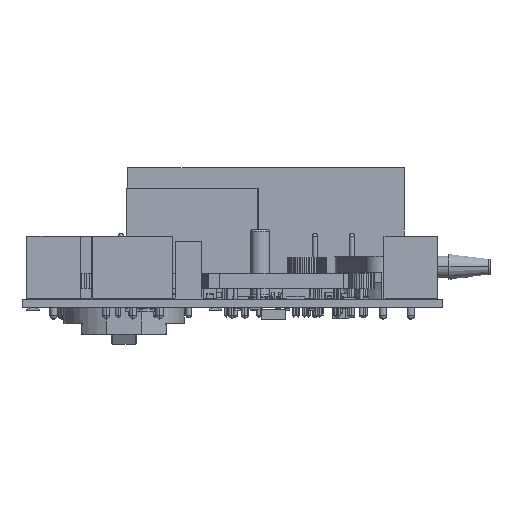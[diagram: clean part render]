
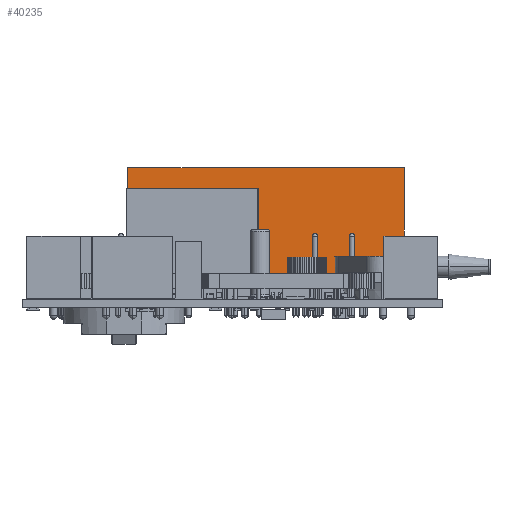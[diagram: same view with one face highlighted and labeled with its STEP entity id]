
A CAD part, left-side view. The second image highlights one B-rep face of the part: STEP entity #40235.
In plain terms, the highlighted planar face has unit normal (-1, 0, 0).
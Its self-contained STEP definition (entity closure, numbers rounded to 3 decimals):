
#40210 = VERTEX_POINT('',#40211);
#40211 = CARTESIAN_POINT('',(-3.2,3.3,25.));
#40217 = EDGE_CURVE('',#40218,#40210,#40220,.T.);
#40218 = VERTEX_POINT('',#40219);
#40219 = CARTESIAN_POINT('',(-3.2,3.3,1.));
#40220 = LINE('',#40221,#40222);
#40221 = CARTESIAN_POINT('',(-3.2,3.3,1.));
#40222 = VECTOR('',#40223,1.);
#40223 = DIRECTION('',(0.,0.,1.));
#40235 = ADVANCED_FACE('',(#40236),#40261,.F.);
#40236 = FACE_BOUND('',#40237,.F.);
#40237 = EDGE_LOOP('',(#40238,#40239,#40247,#40255));
#40238 = ORIENTED_EDGE('',*,*,#40217,.T.);
#40239 = ORIENTED_EDGE('',*,*,#40240,.T.);
#40240 = EDGE_CURVE('',#40210,#40241,#40243,.T.);
#40241 = VERTEX_POINT('',#40242);
#40242 = CARTESIAN_POINT('',(-3.2,-49.1,25.));
#40243 = LINE('',#40244,#40245);
#40244 = CARTESIAN_POINT('',(-3.2,3.3,25.));
#40245 = VECTOR('',#40246,1.);
#40246 = DIRECTION('',(0.,-1.,0.));
#40247 = ORIENTED_EDGE('',*,*,#40248,.F.);
#40248 = EDGE_CURVE('',#40249,#40241,#40251,.T.);
#40249 = VERTEX_POINT('',#40250);
#40250 = CARTESIAN_POINT('',(-3.2,-49.1,1.));
#40251 = LINE('',#40252,#40253);
#40252 = CARTESIAN_POINT('',(-3.2,-49.1,1.));
#40253 = VECTOR('',#40254,1.);
#40254 = DIRECTION('',(0.,0.,1.));
#40255 = ORIENTED_EDGE('',*,*,#40256,.F.);
#40256 = EDGE_CURVE('',#40218,#40249,#40257,.T.);
#40257 = LINE('',#40258,#40259);
#40258 = CARTESIAN_POINT('',(-3.2,3.3,1.));
#40259 = VECTOR('',#40260,1.);
#40260 = DIRECTION('',(0.,-1.,0.));
#40261 = PLANE('',#40262);
#40262 = AXIS2_PLACEMENT_3D('',#40263,#40264,#40265);
#40263 = CARTESIAN_POINT('',(-3.2,3.3,1.));
#40264 = DIRECTION('',(1.,0.,0.));
#40265 = DIRECTION('',(0.,-1.,0.));
